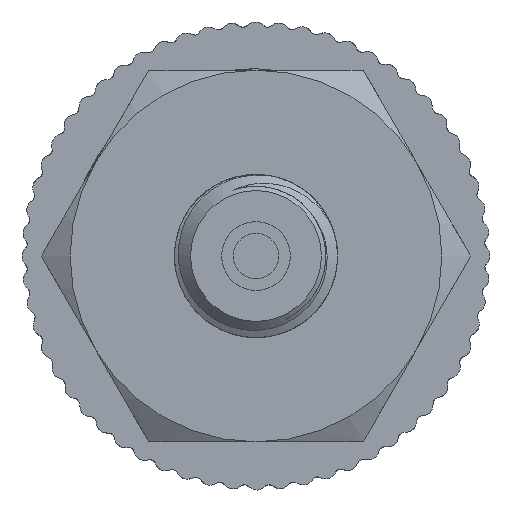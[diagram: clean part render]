
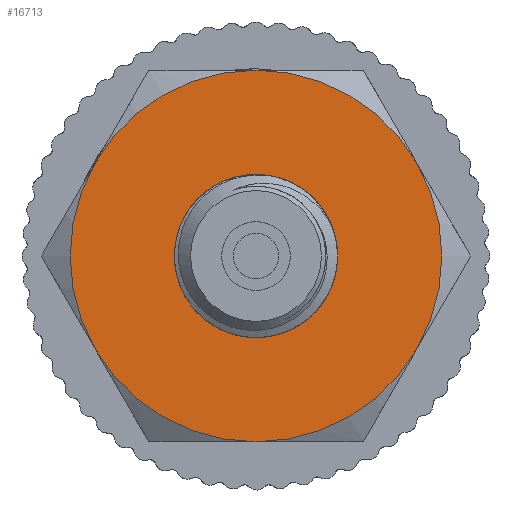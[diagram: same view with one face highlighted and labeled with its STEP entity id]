
A CAD part, left-side view. The second image highlights one B-rep face of the part: STEP entity #16713.
In plain terms, the highlighted planar face has unit normal (-1, 0, 0).
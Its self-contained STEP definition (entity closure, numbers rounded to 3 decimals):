
#157=PLANE('',#17589);
#877=FACE_BOUND('',#2251,.T.);
#1297=FACE_OUTER_BOUND('',#2250,.T.);
#2250=EDGE_LOOP('',(#12914));
#2251=EDGE_LOOP('',(#12915));
#2975=CIRCLE('',#17572,5.9);
#2982=CIRCLE('',#17587,13.5);
#7284=VERTEX_POINT('',#34192);
#7289=VERTEX_POINT('',#34904);
#9341=EDGE_CURVE('',#7284,#7284,#2975,.T.);
#9353=EDGE_CURVE('',#7289,#7289,#2982,.T.);
#12914=ORIENTED_EDGE('',*,*,#9353,.F.);
#12915=ORIENTED_EDGE('',*,*,#9341,.T.);
#16713=ADVANCED_FACE('',(#1297,#877),#157,.T.);
#17572=AXIS2_PLACEMENT_3D('',#34193,#18959,#18960);
#17587=AXIS2_PLACEMENT_3D('',#34906,#18993,#18994);
#17589=AXIS2_PLACEMENT_3D('',#34908,#18997,#18998);
#18959=DIRECTION('center_axis',(1.,0.,0.));
#18960=DIRECTION('ref_axis',(0.,0.,-1.));
#18993=DIRECTION('center_axis',(1.,0.,0.));
#18994=DIRECTION('ref_axis',(0.,0.,-1.));
#18997=DIRECTION('center_axis',(-1.,0.,0.));
#18998=DIRECTION('ref_axis',(0.,0.,1.));
#34192=CARTESIAN_POINT('',(-47.,0.,5.9));
#34193=CARTESIAN_POINT('Origin',(-47.,0.,0.));
#34904=CARTESIAN_POINT('',(-47.,-13.5,0.));
#34906=CARTESIAN_POINT('Origin',(-47.,0.,0.));
#34908=CARTESIAN_POINT('Origin',(-47.,13.5,0.));
